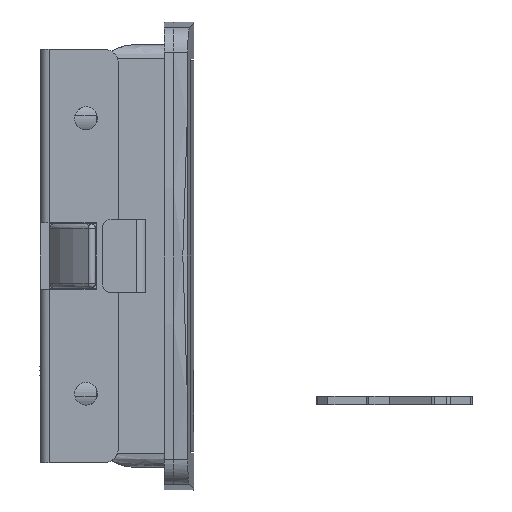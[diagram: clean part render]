
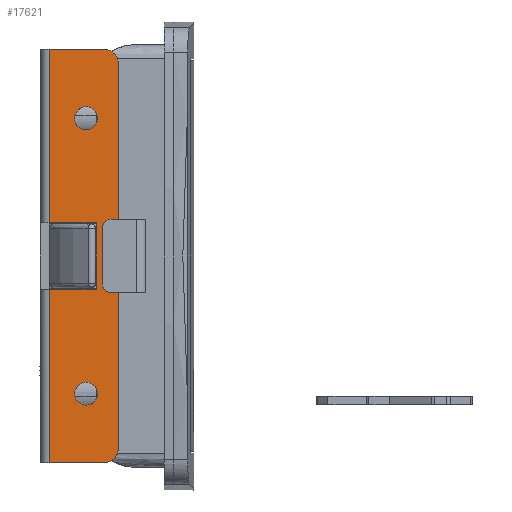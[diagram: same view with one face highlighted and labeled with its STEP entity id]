
A CAD part, left-side view. The second image highlights one B-rep face of the part: STEP entity #17621.
In plain terms, the highlighted free-form (B-spline) face has degree [1, 1] with [2, 2] control points.
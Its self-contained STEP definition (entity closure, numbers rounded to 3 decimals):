
#13099=CARTESIAN_POINT('',(-17.0,17.036,31.547));
#13100=VERTEX_POINT('',#13099);
#13106=CARTESIAN_POINT('',(-17.0,21.5,30.0));
#13107=VERTEX_POINT('',#13106);
#13108=CARTESIAN_POINT('',(-17.,17.036,31.547));
#13109=CARTESIAN_POINT('',(-17.,17.787,32.5));
#13110=CARTESIAN_POINT('',(-17.0,19.0,32.5));
#13111=CARTESIAN_POINT('',(-17.,21.5,32.5));
#13112=CARTESIAN_POINT('',(-17.0,21.5,30.0));
#13120=(BOUNDED_CURVE()B_SPLINE_CURVE(2,(#13108,#13109,#13110,#13111,#13112),.UNSPECIFIED.,.F.,.U.)B_SPLINE_CURVE_WITH_KNOTS((3,2,3),(0.107,0.25,0.5),.UNSPECIFIED.)CURVE()GEOMETRIC_REPRESENTATION_ITEM()RATIONAL_B_SPLINE_CURVE((0.857,0.833,1.0,0.707,1.0))REPRESENTATION_ITEM(''));
#13121=EDGE_CURVE('',#13100,#13107,#13120,.T.);
#13123=CARTESIAN_POINT('',(-17.0,17.343,28.128));
#13124=VERTEX_POINT('',#13123);
#13125=CARTESIAN_POINT('',(-17.0,21.5,30.0));
#13126=CARTESIAN_POINT('',(-17.,21.5,27.5));
#13127=CARTESIAN_POINT('',(-17.0,19.0,27.5));
#13128=CARTESIAN_POINT('',(-17.0,18.053,27.5));
#13129=CARTESIAN_POINT('',(-17.,17.343,28.128));
#13137=(BOUNDED_CURVE()B_SPLINE_CURVE(2,(#13125,#13126,#13127,#13128,#13129),.UNSPECIFIED.,.F.,.U.)B_SPLINE_CURVE_WITH_KNOTS((3,2,3),(0.5,0.75,0.866),.UNSPECIFIED.)CURVE()GEOMETRIC_REPRESENTATION_ITEM()RATIONAL_B_SPLINE_CURVE((1.0,0.707,1.0,0.864,0.854))REPRESENTATION_ITEM(''));
#13138=EDGE_CURVE('',#13107,#13124,#13137,.T.);
#13214=CARTESIAN_POINT('',(-17.0,16.5,30.0));
#13215=VERTEX_POINT('',#13214);
#13216=CARTESIAN_POINT('',(-17.,17.343,28.128));
#13217=CARTESIAN_POINT('',(-17.,16.5,28.874));
#13218=CARTESIAN_POINT('',(-17.0,16.5,30.0));
#13226=(BOUNDED_CURVE()B_SPLINE_CURVE(2,(#13216,#13217,#13218),.UNSPECIFIED.,.F.,.U.)B_SPLINE_CURVE_WITH_KNOTS((3,3),(0.866,1.0),.UNSPECIFIED.)CURVE()GEOMETRIC_REPRESENTATION_ITEM()RATIONAL_B_SPLINE_CURVE((0.854,0.843,1.0))REPRESENTATION_ITEM(''));
#13227=EDGE_CURVE('',#13124,#13215,#13226,.T.);
#13229=CARTESIAN_POINT('',(-17.0,16.5,30.0));
#13230=CARTESIAN_POINT('',(-17.0,16.5,30.866));
#13231=CARTESIAN_POINT('',(-17.0,17.036,31.547));
#13239=(BOUNDED_CURVE()B_SPLINE_CURVE(2,(#13229,#13230,#13231),.UNSPECIFIED.,.F.,.U.)B_SPLINE_CURVE_WITH_KNOTS((3,3),(0.0,0.107),.UNSPECIFIED.)CURVE()GEOMETRIC_REPRESENTATION_ITEM()RATIONAL_B_SPLINE_CURVE((1.0,0.874,0.857))REPRESENTATION_ITEM(''));
#13240=EDGE_CURVE('',#13215,#13100,#13239,.T.);
#13289=CARTESIAN_POINT('',(-17.0,17.036,-28.453));
#13290=VERTEX_POINT('',#13289);
#13296=CARTESIAN_POINT('',(-17.0,21.5,-30.0));
#13297=VERTEX_POINT('',#13296);
#13298=CARTESIAN_POINT('',(-17.,17.036,-28.453));
#13299=CARTESIAN_POINT('',(-17.0,17.787,-27.5));
#13300=CARTESIAN_POINT('',(-17.0,19.0,-27.5));
#13301=CARTESIAN_POINT('',(-17.,21.5,-27.5));
#13302=CARTESIAN_POINT('',(-17.0,21.5,-30.0));
#13310=(BOUNDED_CURVE()B_SPLINE_CURVE(2,(#13298,#13299,#13300,#13301,#13302),.UNSPECIFIED.,.F.,.U.)B_SPLINE_CURVE_WITH_KNOTS((3,2,3),(0.107,0.25,0.5),.UNSPECIFIED.)CURVE()GEOMETRIC_REPRESENTATION_ITEM()RATIONAL_B_SPLINE_CURVE((0.857,0.833,1.0,0.707,1.0))REPRESENTATION_ITEM(''));
#13311=EDGE_CURVE('',#13290,#13297,#13310,.T.);
#13313=CARTESIAN_POINT('',(-17.0,17.343,-31.872));
#13314=VERTEX_POINT('',#13313);
#13315=CARTESIAN_POINT('',(-17.0,21.5,-30.0));
#13316=CARTESIAN_POINT('',(-17.,21.5,-32.5));
#13317=CARTESIAN_POINT('',(-17.0,19.0,-32.5));
#13318=CARTESIAN_POINT('',(-17.0,18.053,-32.5));
#13319=CARTESIAN_POINT('',(-17.,17.343,-31.872));
#13327=(BOUNDED_CURVE()B_SPLINE_CURVE(2,(#13315,#13316,#13317,#13318,#13319),.UNSPECIFIED.,.F.,.U.)B_SPLINE_CURVE_WITH_KNOTS((3,2,3),(0.5,0.75,0.866),.UNSPECIFIED.)CURVE()GEOMETRIC_REPRESENTATION_ITEM()RATIONAL_B_SPLINE_CURVE((1.0,0.707,1.0,0.864,0.854))REPRESENTATION_ITEM(''));
#13328=EDGE_CURVE('',#13297,#13314,#13327,.T.);
#13404=CARTESIAN_POINT('',(-17.0,16.5,-30.0));
#13405=VERTEX_POINT('',#13404);
#13406=CARTESIAN_POINT('',(-17.,17.343,-31.872));
#13407=CARTESIAN_POINT('',(-17.0,16.5,-31.126));
#13408=CARTESIAN_POINT('',(-17.0,16.5,-30.0));
#13416=(BOUNDED_CURVE()B_SPLINE_CURVE(2,(#13406,#13407,#13408),.UNSPECIFIED.,.F.,.U.)B_SPLINE_CURVE_WITH_KNOTS((3,3),(0.866,1.0),.UNSPECIFIED.)CURVE()GEOMETRIC_REPRESENTATION_ITEM()RATIONAL_B_SPLINE_CURVE((0.854,0.843,1.0))REPRESENTATION_ITEM(''));
#13417=EDGE_CURVE('',#13314,#13405,#13416,.T.);
#13419=CARTESIAN_POINT('',(-17.0,16.5,-30.0));
#13420=CARTESIAN_POINT('',(-17.0,16.5,-29.134));
#13421=CARTESIAN_POINT('',(-17.,17.036,-28.453));
#13429=(BOUNDED_CURVE()B_SPLINE_CURVE(2,(#13419,#13420,#13421),.UNSPECIFIED.,.F.,.U.)B_SPLINE_CURVE_WITH_KNOTS((3,3),(0.0,0.107),.UNSPECIFIED.)CURVE()GEOMETRIC_REPRESENTATION_ITEM()RATIONAL_B_SPLINE_CURVE((1.0,0.874,0.857))REPRESENTATION_ITEM(''));
#13430=EDGE_CURVE('',#13405,#13290,#13429,.T.);
#17187=CARTESIAN_POINT('',(-17.0,16.8,7.2));
#17188=VERTEX_POINT('',#17187);
#17189=CARTESIAN_POINT('',(-17.0,16.8,-7.2));
#17190=VERTEX_POINT('',#17189);
#17191=CARTESIAN_POINT('',(-17.0,16.8,7.2));
#17192=CARTESIAN_POINT('',(-17.0,16.8,-7.2));
#17193=QUASI_UNIFORM_CURVE('',1,(#17191,#17192),.UNSPECIFIED.,.F.,.U.);
#17194=EDGE_CURVE('',#17188,#17190,#17193,.T.);
#17223=CARTESIAN_POINT('',(-17.0,27.0,-7.2));
#17224=VERTEX_POINT('',#17223);
#17238=CARTESIAN_POINT('',(-17.0,16.8,-7.2));
#17239=CARTESIAN_POINT('',(-17.0,27.0,-7.2));
#17240=QUASI_UNIFORM_CURVE('',1,(#17238,#17239),.UNSPECIFIED.,.F.,.U.);
#17241=EDGE_CURVE('',#17190,#17224,#17240,.T.);
#17258=CARTESIAN_POINT('',(-17.0,27.0,7.2));
#17259=VERTEX_POINT('',#17258);
#17280=CARTESIAN_POINT('',(-17.0,27.0,7.2));
#17281=CARTESIAN_POINT('',(-17.0,16.8,7.2));
#17282=QUASI_UNIFORM_CURVE('',1,(#17280,#17281),.UNSPECIFIED.,.F.,.U.);
#17283=EDGE_CURVE('',#17259,#17188,#17282,.T.);
#17302=CARTESIAN_POINT('',(-17.0,12.0,42.0));
#17303=VERTEX_POINT('',#17302);
#17304=CARTESIAN_POINT('',(-17.0,15.0,45.0));
#17305=VERTEX_POINT('',#17304);
#17306=CARTESIAN_POINT('',(-17.0,12.0,42.0));
#17307=CARTESIAN_POINT('',(-17.,12.0,45.));
#17308=CARTESIAN_POINT('',(-17.0,15.0,45.));
#17316=(BOUNDED_CURVE()B_SPLINE_CURVE(2,(#17306,#17307,#17308),.UNSPECIFIED.,.F.,.U.)CURVE()GEOMETRIC_REPRESENTATION_ITEM()QUASI_UNIFORM_CURVE()RATIONAL_B_SPLINE_CURVE((1.0,0.707,1.0))REPRESENTATION_ITEM(''));
#17317=EDGE_CURVE('',#17303,#17305,#17316,.T.);
#17363=CARTESIAN_POINT('',(-17.0,15.0,-45.0));
#17364=VERTEX_POINT('',#17363);
#17365=CARTESIAN_POINT('',(-17.0,12.0,-42.0));
#17366=VERTEX_POINT('',#17365);
#17367=CARTESIAN_POINT('',(-17.0,15.0,-45.));
#17368=CARTESIAN_POINT('',(-17.,12.0,-45.));
#17369=CARTESIAN_POINT('',(-17.0,12.0,-42.0));
#17377=(BOUNDED_CURVE()B_SPLINE_CURVE(2,(#17367,#17368,#17369),.UNSPECIFIED.,.F.,.U.)CURVE()GEOMETRIC_REPRESENTATION_ITEM()QUASI_UNIFORM_CURVE()RATIONAL_B_SPLINE_CURVE((1.0,0.707,1.0))REPRESENTATION_ITEM(''));
#17378=EDGE_CURVE('',#17364,#17366,#17377,.T.);
#17466=CARTESIAN_POINT('',(-17.0,27.0,45.0));
#17467=VERTEX_POINT('',#17466);
#17481=CARTESIAN_POINT('',(-17.0,27.0,45.0));
#17482=CARTESIAN_POINT('',(-17.0,15.0,45.0));
#17483=QUASI_UNIFORM_CURVE('',1,(#17481,#17482),.UNSPECIFIED.,.F.,.U.);
#17484=EDGE_CURVE('',#17467,#17305,#17483,.T.);
#17521=CARTESIAN_POINT('',(-17.0,27.0,-45.0));
#17522=VERTEX_POINT('',#17521);
#17523=CARTESIAN_POINT('',(-17.0,27.0,-45.0));
#17524=CARTESIAN_POINT('',(-17.0,15.0,-45.0));
#17525=QUASI_UNIFORM_CURVE('',1,(#17523,#17524),.UNSPECIFIED.,.F.,.U.);
#17526=EDGE_CURVE('',#17522,#17364,#17525,.T.);
#17549=CARTESIAN_POINT('',(-17.0,12.0,-42.0));
#17550=CARTESIAN_POINT('',(-17.0,12.0,42.0));
#17551=QUASI_UNIFORM_CURVE('',1,(#17549,#17550),.UNSPECIFIED.,.F.,.U.);
#17552=EDGE_CURVE('',#17366,#17303,#17551,.T.);
#17584=CARTESIAN_POINT('',(-17.0,11.251,-49.495));
#17585=CARTESIAN_POINT('',(-17.0,11.251,49.496));
#17586=CARTESIAN_POINT('',(-17.0,27.749,-49.495));
#17587=CARTESIAN_POINT('',(-17.0,27.749,49.496));
#17588=B_SPLINE_SURFACE_WITH_KNOTS('',1,1,((#17584,#17586),(#17585,#17587)),.UNSPECIFIED.,.F.,.F.,.U.,(2,2),(2,2),(0.0,98.991),(0.0,16.499),.UNSPECIFIED.);
#17589=CARTESIAN_POINT('',(-17.0,27.0,7.2));
#17590=CARTESIAN_POINT('',(-17.0,27.0,45.0));
#17591=QUASI_UNIFORM_CURVE('',1,(#17589,#17590),.UNSPECIFIED.,.F.,.U.);
#17592=EDGE_CURVE('',#17259,#17467,#17591,.T.);
#17593=ORIENTED_EDGE('',*,*,#17592,.F.);
#17594=ORIENTED_EDGE('',*,*,#17283,.T.);
#17595=ORIENTED_EDGE('',*,*,#17194,.T.);
#17596=ORIENTED_EDGE('',*,*,#17241,.T.);
#17597=CARTESIAN_POINT('',(-17.0,27.0,-45.0));
#17598=CARTESIAN_POINT('',(-17.0,27.0,-7.2));
#17599=QUASI_UNIFORM_CURVE('',1,(#17597,#17598),.UNSPECIFIED.,.F.,.U.);
#17600=EDGE_CURVE('',#17522,#17224,#17599,.T.);
#17601=ORIENTED_EDGE('',*,*,#17600,.F.);
#17602=ORIENTED_EDGE('',*,*,#17526,.T.);
#17603=ORIENTED_EDGE('',*,*,#17378,.T.);
#17604=ORIENTED_EDGE('',*,*,#17552,.T.);
#17605=ORIENTED_EDGE('',*,*,#17317,.T.);
#17606=ORIENTED_EDGE('',*,*,#17484,.F.);
#17607=EDGE_LOOP('',(#17593,#17594,#17595,#17596,#17601,#17602,#17603,#17604,#17605,#17606));
#17608=FACE_OUTER_BOUND('',#17607,.T.);
#17609=ORIENTED_EDGE('',*,*,#13328,.F.);
#17610=ORIENTED_EDGE('',*,*,#13311,.F.);
#17611=ORIENTED_EDGE('',*,*,#13430,.F.);
#17612=ORIENTED_EDGE('',*,*,#13417,.F.);
#17613=EDGE_LOOP('',(#17609,#17610,#17611,#17612));
#17614=FACE_BOUND('',#17613,.T.);
#17615=ORIENTED_EDGE('',*,*,#13138,.F.);
#17616=ORIENTED_EDGE('',*,*,#13121,.F.);
#17617=ORIENTED_EDGE('',*,*,#13240,.F.);
#17618=ORIENTED_EDGE('',*,*,#13227,.F.);
#17619=EDGE_LOOP('',(#17615,#17616,#17617,#17618));
#17620=FACE_BOUND('',#17619,.T.);
#17621=ADVANCED_FACE('',(#17608,#17614,#17620),#17588,.T.);
